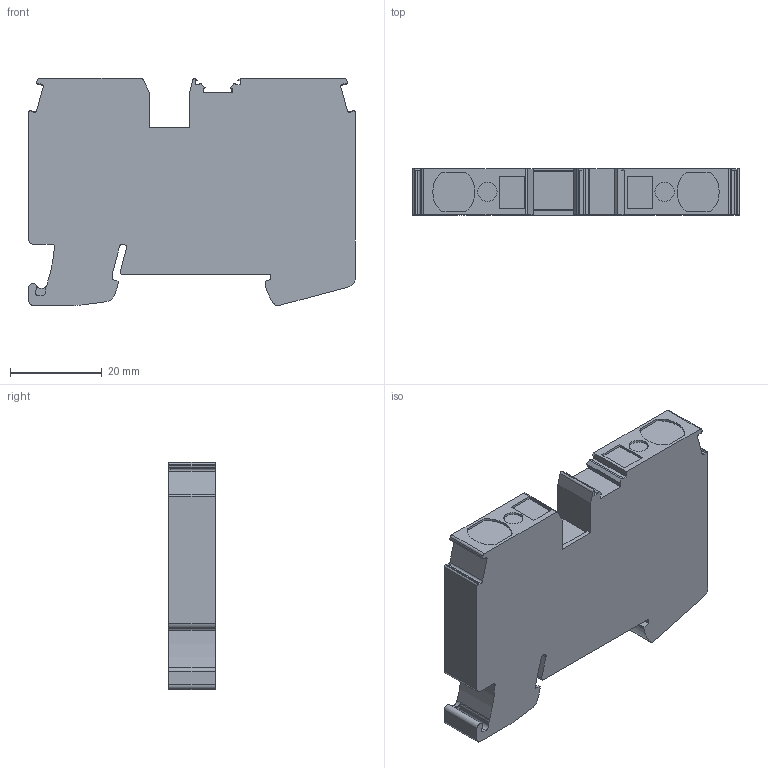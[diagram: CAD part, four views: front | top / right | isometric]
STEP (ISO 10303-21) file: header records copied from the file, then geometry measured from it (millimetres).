
FILE_DESCRIPTION((''),'2;1');
FILE_NAME('DST10-D','2018-11-22T',('Administrator'),(''),'PRO/ENGINEER BY PARAMETRIC TECHNOLOGY CORPORATION, 2008380','PRO/ENGINEER BY PARAMETRIC TECHNOLOGY CORPORATION, 2008380','');
FILE_SCHEMA(('CONFIG_CONTROL_DESIGN'));
Length unit declared in the file: millimetre
Products named in the file (1): DST10-D
Bounding box: 71.3 x 10.1 x 49.6 mm (x, y, z)
Volume: 30634.9 mm3; surface area: 9282.9 mm2
Topology: 1 solids, 1 shells, 152 faces, 435 edges, 291 vertices
Faces by surface type: plane 101, cylinder 51
Entity records: 5038 total; most frequent: CARTESIAN_POINT 930, ORIENTED_EDGE 870, DIRECTION 835, EDGE_CURVE 435, VECTOR 317, LINE 317, VERTEX_POINT 291, AXIS2_PLACEMENT_3D 259
